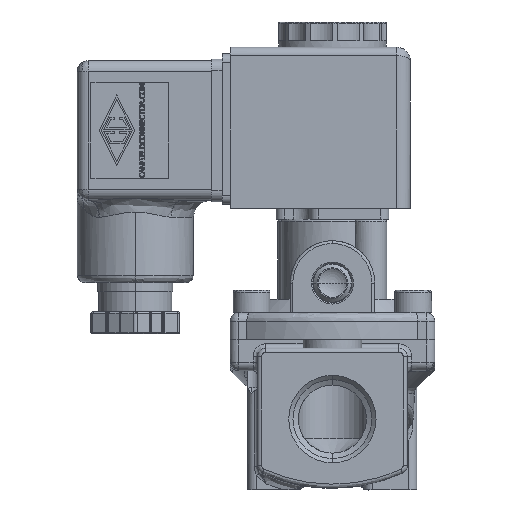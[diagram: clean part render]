
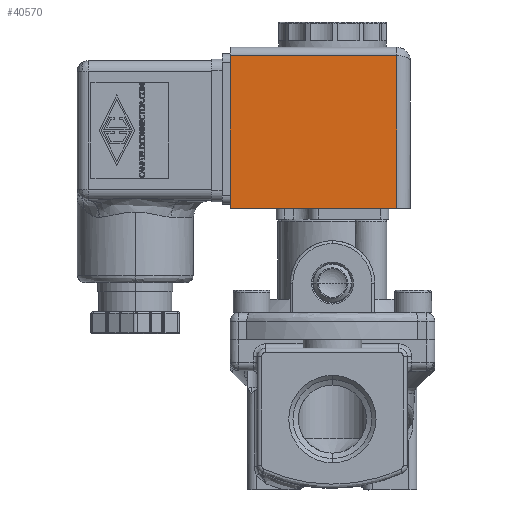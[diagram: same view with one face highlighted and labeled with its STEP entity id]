
A CAD part, left-side view. The second image highlights one B-rep face of the part: STEP entity #40570.
In plain terms, the highlighted planar face has unit normal (-1, 0, 0).
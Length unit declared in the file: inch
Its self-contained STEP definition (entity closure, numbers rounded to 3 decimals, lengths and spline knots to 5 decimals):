
#2004 = VERTEX_POINT ( 'NONE', #99148 ) ;
#6943 = ORIENTED_EDGE ( 'NONE', *, *, #74964, .T. ) ;
#8303 = DIRECTION ( 'NONE',  ( 0., 0., 1. ) ) ;
#8333 = CARTESIAN_POINT ( 'NONE',  ( -0.581, 0.748, 1.545 ) ) ;
#9656 = CARTESIAN_POINT ( 'NONE',  ( -0.581, 0.748, 2.664 ) ) ;
#19997 = DIRECTION ( 'NONE',  ( 0., 1., 0. ) ) ;
#20794 = VERTEX_POINT ( 'NONE', #9656 ) ;
#22949 = EDGE_CURVE ( 'NONE', #63336, #30233, #56164, .T. ) ;
#23198 = CARTESIAN_POINT ( 'NONE',  ( -0.581, 0.748, 2.1355 ) ) ;
#24165 = AXIS2_PLACEMENT_3D ( 'NONE', #101142, #50346, #109702 ) ;
#30233 = VERTEX_POINT ( 'NONE', #8333 ) ;
#31649 = DIRECTION ( 'NONE',  ( 0., 0., 1. ) ) ;
#33690 = VECTOR ( 'NONE', #19997, 39.37008 ) ;
#34215 = ORIENTED_EDGE ( 'NONE', *, *, #70037, .T. ) ;
#40570 = ADVANCED_FACE ( 'NONE', ( #77233 ), #58514, .T. ) ;
#43774 = VECTOR ( 'NONE', #8303, 39.37008 ) ;
#44661 = VECTOR ( 'NONE', #31649, 39.37008 ) ;
#44895 = DIRECTION ( 'NONE',  ( 0., 1., 0. ) ) ;
#50346 = DIRECTION ( 'NONE',  ( -1., 0., 0. ) ) ;
#50930 = EDGE_LOOP ( 'NONE', ( #95556, #102017, #6943, #34215 ) ) ;
#53614 = CARTESIAN_POINT ( 'NONE',  ( -0.581, -0.571, 1.545 ) ) ;
#56164 = LINE ( 'NONE', #53614, #33690 ) ;
#58514 = PLANE ( 'NONE',  #24165 ) ;
#59002 = CARTESIAN_POINT ( 'NONE',  ( -0.581, -0.471, 2.726 ) ) ;
#59345 = CARTESIAN_POINT ( 'NONE',  ( -0.581, -0.471, 1.545 ) ) ;
#61291 = LINE ( 'NONE', #95622, #106446 ) ;
#63336 = VERTEX_POINT ( 'NONE', #59345 ) ;
#69831 = LINE ( 'NONE', #23198, #44661 ) ;
#70037 = EDGE_CURVE ( 'NONE', #2004, #20794, #61291, .T. ) ;
#74964 = EDGE_CURVE ( 'NONE', #63336, #2004, #91508, .T. ) ;
#77233 = FACE_OUTER_BOUND ( 'NONE', #50930, .T. ) ;
#91508 = LINE ( 'NONE', #59002, #43774 ) ;
#93770 = EDGE_CURVE ( 'NONE', #30233, #20794, #69831, .T. ) ;
#95556 = ORIENTED_EDGE ( 'NONE', *, *, #93770, .F. ) ;
#95622 = CARTESIAN_POINT ( 'NONE',  ( -0.581, -0.571, 2.664 ) ) ;
#99148 = CARTESIAN_POINT ( 'NONE',  ( -0.581, -0.471, 2.664 ) ) ;
#101142 = CARTESIAN_POINT ( 'NONE',  ( -0.581, -0.571, 2.726 ) ) ;
#102017 = ORIENTED_EDGE ( 'NONE', *, *, #22949, .F. ) ;
#106446 = VECTOR ( 'NONE', #44895, 39.37008 ) ;
#109702 = DIRECTION ( 'NONE',  ( 0., -1., 0. ) ) ;
